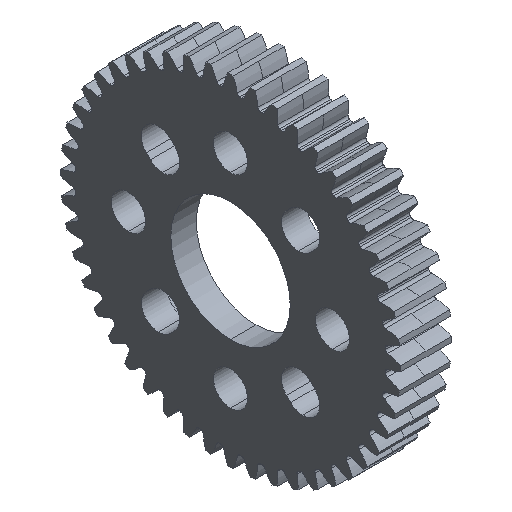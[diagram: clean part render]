
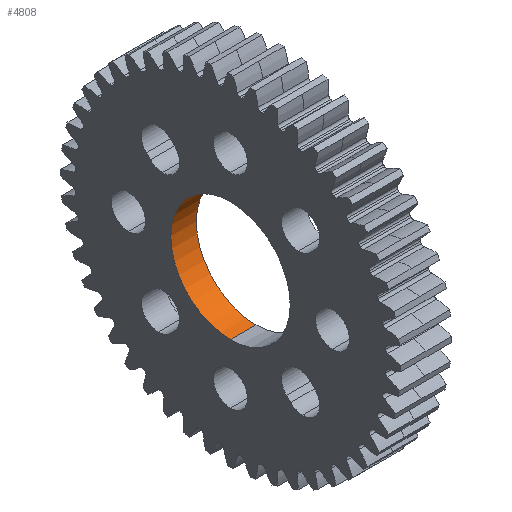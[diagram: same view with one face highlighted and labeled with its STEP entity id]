
A CAD part, isometric view. The second image highlights one B-rep face of the part: STEP entity #4808.
In plain terms, the highlighted cylindrical face has radius 7.025 mm (diameter 14.05 mm), a partial arc.
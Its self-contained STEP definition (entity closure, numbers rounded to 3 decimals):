
#1195 = LINE ( 'NONE', #19209, #11845 ) ;
#2721 = CIRCLE ( 'NONE', #13922, 7.025 ) ;
#3539 = CARTESIAN_POINT ( 'NONE',  ( 1.5, 0., -7.025 ) ) ;
#4494 = CARTESIAN_POINT ( 'NONE',  ( 1.5, 0., 7.025 ) ) ;
#4510 = EDGE_CURVE ( 'NONE', #20500, #19720, #1195, .T. ) ;
#4808 = ADVANCED_FACE ( 'NONE', ( #18499 ), #21719, .F. ) ;
#5476 = EDGE_CURVE ( 'NONE', #19720, #8755, #21705, .T. ) ;
#7275 = EDGE_CURVE ( 'NONE', #20500, #17880, #2721, .T. ) ;
#8476 = CARTESIAN_POINT ( 'NONE',  ( 1.5, 0., 7.025 ) ) ;
#8755 = VERTEX_POINT ( 'NONE', #8476 ) ;
#8955 = DIRECTION ( 'NONE',  ( 0., 0., -1. ) ) ;
#9926 = ORIENTED_EDGE ( 'NONE', *, *, #16541, .F. ) ;
#10261 = CARTESIAN_POINT ( 'NONE',  ( -1.5, 0., -7.025 ) ) ;
#10404 = LINE ( 'NONE', #4494, #11494 ) ;
#11105 = DIRECTION ( 'NONE',  ( 1., 0., 0. ) ) ;
#11494 = VECTOR ( 'NONE', #14667, 1000. ) ;
#11845 = VECTOR ( 'NONE', #14151, 1000. ) ;
#12188 = CARTESIAN_POINT ( 'NONE',  ( -1.5, 0., 7.025 ) ) ;
#13922 = AXIS2_PLACEMENT_3D ( 'NONE', #17429, #19286, #8955 ) ;
#14151 = DIRECTION ( 'NONE',  ( 1., 0., 0. ) ) ;
#14667 = DIRECTION ( 'NONE',  ( 1., 0., 0. ) ) ;
#14672 = CARTESIAN_POINT ( 'NONE',  ( 1.5, 0., 0. ) ) ;
#15841 = CARTESIAN_POINT ( 'NONE',  ( 1.5, 0., 0. ) ) ;
#15896 = ORIENTED_EDGE ( 'NONE', *, *, #5476, .T. ) ;
#15915 = AXIS2_PLACEMENT_3D ( 'NONE', #15841, #17191, #20923 ) ;
#16237 = DIRECTION ( 'NONE',  ( 0., 0., -1. ) ) ;
#16541 = EDGE_CURVE ( 'NONE', #17880, #8755, #10404, .T. ) ;
#16961 = EDGE_LOOP ( 'NONE', ( #9926, #18958, #17877, #15896 ) ) ;
#17191 = DIRECTION ( 'NONE',  ( 1., 0., 0. ) ) ;
#17429 = CARTESIAN_POINT ( 'NONE',  ( -1.5, 0., 0. ) ) ;
#17877 = ORIENTED_EDGE ( 'NONE', *, *, #4510, .T. ) ;
#17880 = VERTEX_POINT ( 'NONE', #12188 ) ;
#18499 = FACE_OUTER_BOUND ( 'NONE', #16961, .T. ) ;
#18958 = ORIENTED_EDGE ( 'NONE', *, *, #7275, .F. ) ;
#19209 = CARTESIAN_POINT ( 'NONE',  ( 1.5, 0., -7.025 ) ) ;
#19286 = DIRECTION ( 'NONE',  ( 1., 0., 0. ) ) ;
#19720 = VERTEX_POINT ( 'NONE', #3539 ) ;
#20500 = VERTEX_POINT ( 'NONE', #10261 ) ;
#20923 = DIRECTION ( 'NONE',  ( 0., 0., -1. ) ) ;
#21705 = CIRCLE ( 'NONE', #22080, 7.025 ) ;
#21719 = CYLINDRICAL_SURFACE ( 'NONE', #15915, 7.025 ) ;
#22080 = AXIS2_PLACEMENT_3D ( 'NONE', #14672, #11105, #16237 ) ;
